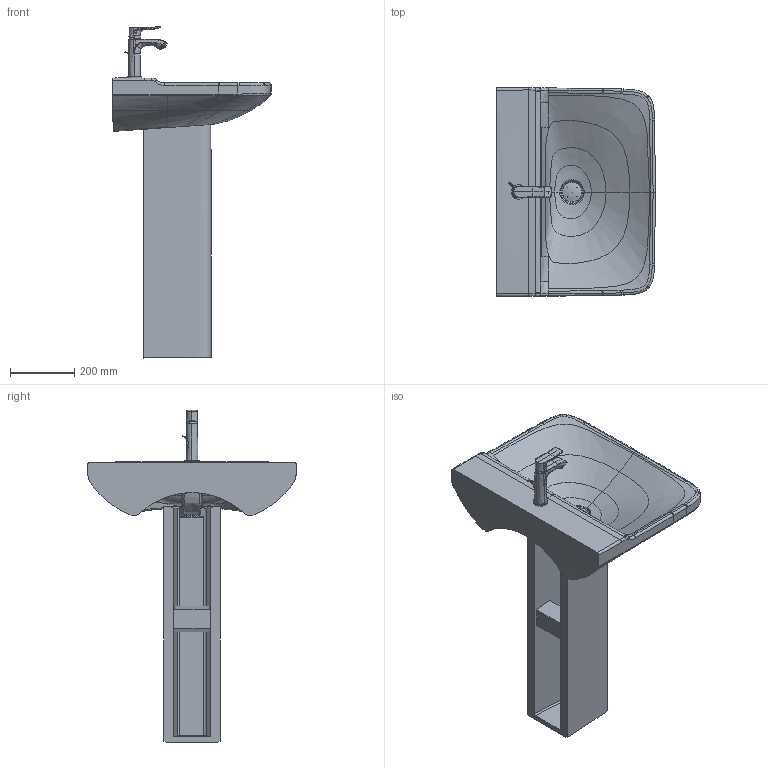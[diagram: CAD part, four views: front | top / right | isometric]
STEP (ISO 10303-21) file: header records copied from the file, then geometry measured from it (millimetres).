
FILE_DESCRIPTION((''),'2;1');
FILE_NAME('233165_085836.stp','2015-07-14T15:35:10',('Administrator'),(''),'Autodesk Inventor 2011','Autodesk Inventor 2011','');
FILE_SCHEMA(('CONFIG_CONTROL_DESIGN'));
Length unit declared in the file: millimetre
Products named in the file (15): 233165_085836; 233165; 085836; WT-Armatur HANSGROHE METRIS; Gehäuse; Rosette Citerio; Griff_HWB_Metris; Griffstopfen; Zugstange Griff; Rosette Talis; Neoperl Strahler; Strahlreglerhuelse; Strahler; Kelch; Stopfen
Assembly tree (14 placements, depth 4):
  233165_085836
    233165
    085836
    WT-Armatur HANSGROHE METRIS
      Gehäuse
      Rosette Citerio
      Griff_HWB_Metris
      Griffstopfen
      Zugstange Griff
      Rosette Talis
      Neoperl Strahler
        Strahlreglerhuelse
        Strahler
    Kelch
    Stopfen
Bounding box: 494.68 x 649.73 x 1034.6 mm (x, y, z)
Volume: 29499995.1 mm3; surface area: 1908151.1 mm2
Topology: 12 solids, 12 shells, 1424 faces, 3977 edges, 2576 vertices
Faces by surface type: plane 507, bspline 484, cylinder 329, cone 49, torus 47, sphere 8
Full cylindrical faces by diameter (mm): 4 x1, 5 x1, 5.2 x1, 5.325 x1, 5.4 x1, 8.875 x1, 12.35 x1, 15.75 x1, 16 x1, 17.5 x1, 17.7 x1, 19.97 x1, 20.1 x1, 20.88 x1, 21 x1, 22.5 x2, 24 x2, 25 x2, 31.3 x1, 35 x1, 42 x1, 44 x1, 46 x1, 46.21 x1, 60 x1
Entity records: 133351 total; most frequent: CARTESIAN_POINT 98598, ORIENTED_EDGE 7794, DIRECTION 5594, EDGE_CURVE 3897, VERTEX_POINT 2556, AXIS2_PLACEMENT_3D 2206, EDGE_LOOP 1508, FACE_OUTER_BOUND 1424
